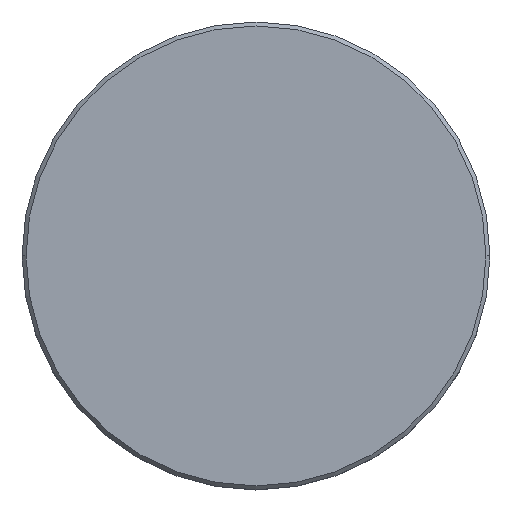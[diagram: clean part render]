
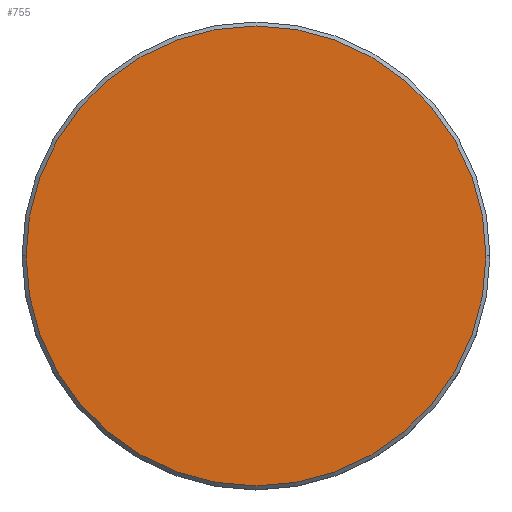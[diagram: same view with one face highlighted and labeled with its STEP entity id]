
A CAD part, top view. The second image highlights one B-rep face of the part: STEP entity #755.
In plain terms, the highlighted planar face has unit normal (0, 0, 1).
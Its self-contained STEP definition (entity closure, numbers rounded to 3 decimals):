
#99 = EDGE_LOOP ( 'NONE', ( #391, #704 ) ) ;
#160 = AXIS2_PLACEMENT_3D ( 'NONE', #998, #260, #626 ) ;
#260 = DIRECTION ( 'NONE',  ( 0., 0., 1. ) ) ;
#271 = VERTEX_POINT ( 'NONE', #608 ) ;
#288 = EDGE_CURVE ( 'NONE', #556, #271, #1114, .T. ) ;
#334 = DIRECTION ( 'NONE',  ( 1., 0., 0. ) ) ;
#335 = DIRECTION ( 'NONE',  ( 1., 0., 0. ) ) ;
#341 = DIRECTION ( 'NONE',  ( 0., 0., 1. ) ) ;
#389 = AXIS2_PLACEMENT_3D ( 'NONE', #799, #341, #335 ) ;
#391 = ORIENTED_EDGE ( 'NONE', *, *, #288, .T. ) ;
#522 = AXIS2_PLACEMENT_3D ( 'NONE', #901, #1070, #334 ) ;
#556 = VERTEX_POINT ( 'NONE', #1179 ) ;
#608 = CARTESIAN_POINT ( 'NONE',  ( 29., 0., 0. ) ) ;
#626 = DIRECTION ( 'NONE',  ( 1., 0., 0. ) ) ;
#704 = ORIENTED_EDGE ( 'NONE', *, *, #925, .T. ) ;
#709 = FACE_OUTER_BOUND ( 'NONE', #99, .T. ) ;
#755 = ADVANCED_FACE ( 'NONE', ( #709 ), #976, .T. ) ;
#799 = CARTESIAN_POINT ( 'NONE',  ( 0., 0., 0. ) ) ;
#850 = CIRCLE ( 'NONE', #389, 29. ) ;
#901 = CARTESIAN_POINT ( 'NONE',  ( 0., 0., 0. ) ) ;
#925 = EDGE_CURVE ( 'NONE', #271, #556, #850, .T. ) ;
#976 = PLANE ( 'NONE',  #160 ) ;
#998 = CARTESIAN_POINT ( 'NONE',  ( 0., 0., 0. ) ) ;
#1070 = DIRECTION ( 'NONE',  ( 0., 0., 1. ) ) ;
#1114 = CIRCLE ( 'NONE', #522, 29. ) ;
#1179 = CARTESIAN_POINT ( 'NONE',  ( -29., 0., 0. ) ) ;
